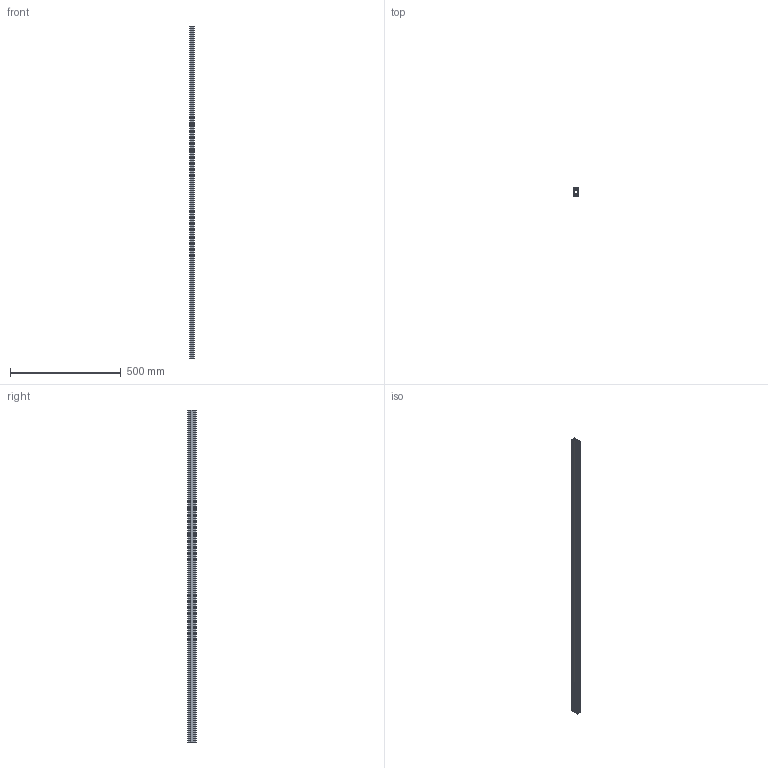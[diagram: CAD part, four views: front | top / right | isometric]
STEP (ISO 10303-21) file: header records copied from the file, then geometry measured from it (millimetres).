
FILE_DESCRIPTION(/* description */ (''),/* implementation_level */ '2;1');
FILE_NAME(/* name */ '20x40x1500mm.stp',/* time_stamp */ '2016-04-17T18:32:49-07:00',/* author */ ('Ben'),/* organization */ (''),/* preprocessor_version */ 'ST-DEVELOPER v15.2',/* originating_system */ 'Autodesk Inventor 2014',/* authorisation */ '');
FILE_SCHEMA (('AUTOMOTIVE_DESIGN { 1 0 10303 214 3 1 1 }'));
Length unit declared in the file: millimetre
Products named in the file (1): 20x40x1500mm
Bounding box: 20 x 40 x 1500 mm (x, y, z)
Volume: 446086.5 mm3; surface area: 453588.3 mm2
Topology: 1 solids, 1 shells, 80 faces, 234 edges, 156 vertices
Faces by surface type: plane 78, cylinder 2
Full cylindrical faces by diameter (mm): 4.2 x2
Entity records: 2712 total; most frequent: CARTESIAN_POINT 469, ORIENTED_EDGE 464, DIRECTION 398, EDGE_CURVE 232, LINE 228, VECTOR 228, VERTEX_POINT 156, EDGE_LOOP 88
